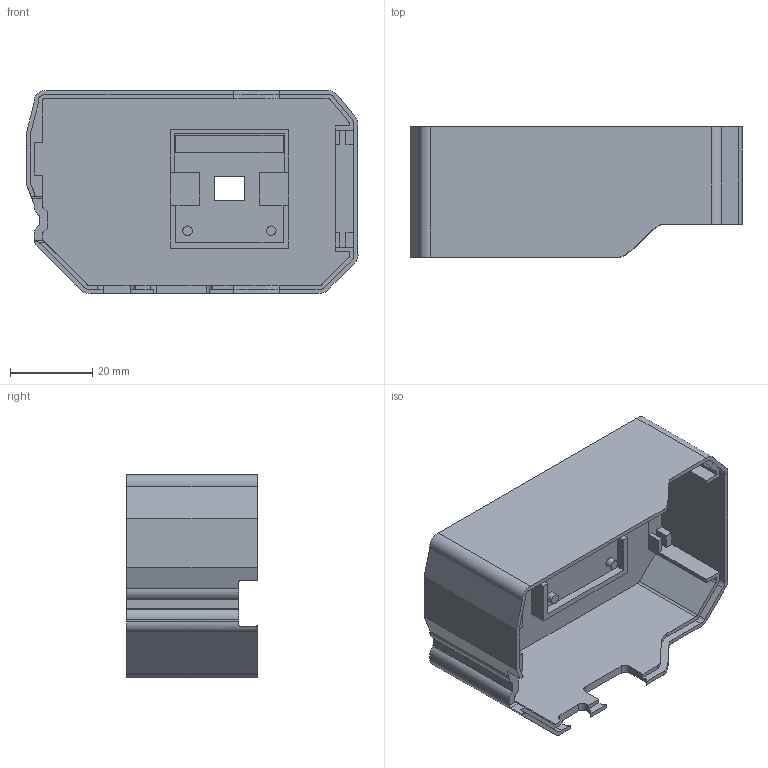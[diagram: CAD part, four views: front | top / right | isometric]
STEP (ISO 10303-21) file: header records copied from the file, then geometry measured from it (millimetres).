
FILE_DESCRIPTION(/* description */ (''),/* implementation_level */ '2;1');
FILE_NAME(/* name */ 'case_bottom.step',/* time_stamp */ '2024-08-30T13:11:08+10:00',/* author */ (''),/* organization */ (''),/* preprocessor_version */ 'ST-DEVELOPER v20',/* originating_system */ 'Autodesk Translation Framework v13.14.0.145',/* authorisation */ '');
FILE_SCHEMA (('AUTOMOTIVE_DESIGN { 1 0 10303 214 3 1 1 }'));
Length unit declared in the file: millimetre
Products named in the file (1): Omega2_Pro_case
Bounding box: 80.57 x 31.69 x 49.21 mm (x, y, z)
Volume: 20427.8 mm3; surface area: 21505.8 mm2
Topology: 1 solids, 1 shells, 167 faces, 475 edges, 314 vertices
Faces by surface type: plane 122, cylinder 41, bspline 4
Full cylindrical faces by diameter (mm): 2.302 x2
Entity records: 5606 total; most frequent: CARTESIAN_POINT 1181, ORIENTED_EDGE 950, DIRECTION 871, EDGE_CURVE 475, LINE 383, VECTOR 383, VERTEX_POINT 314, AXIS2_PLACEMENT_3D 244
